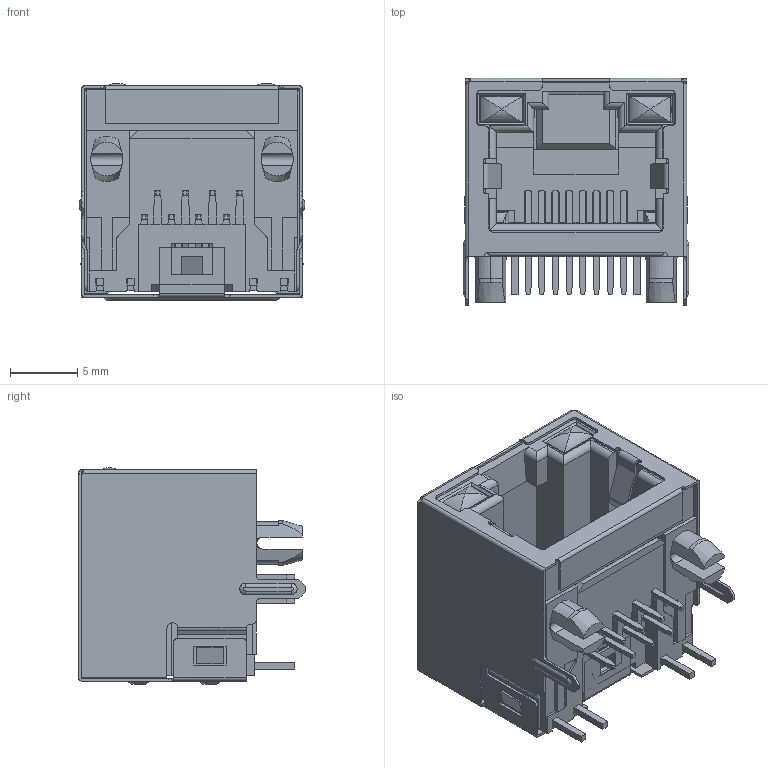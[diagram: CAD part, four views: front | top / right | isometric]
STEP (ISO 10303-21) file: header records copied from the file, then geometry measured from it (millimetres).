
FILE_DESCRIPTION (( 'STEP AP203' ), '1' );
FILE_NAME ('MTJ-88ARX1-FSM-LG.STEP', '2017-05-22T04:31:46', ( '' ), ( '' ), 'SwSTEP 2.0', 'SolidWorks 2016', '' );
FILE_SCHEMA (( 'CONFIG_CONTROL_DESIGN' ));
Length unit declared in the file: millimetre
Products named in the file (1): MTJ-88ARX1-FSM-LG
Bounding box: 16.8 x 16.93 x 16.17 mm (x, y, z)
Volume: 1790.1 mm3; surface area: 5647 mm2
Topology: 2 solids, 2 shells, 1269 faces, 3709 edges, 2377 vertices
Faces by surface type: plane 958, cylinder 275, bspline 32, cone 4
Entity records: 43453 total; most frequent: CARTESIAN_POINT 9916, ORIENTED_EDGE 7418, DIRECTION 6458, EDGE_CURVE 3709, LINE 3072, VECTOR 3072, VERTEX_POINT 2377, AXIS2_PLACEMENT_3D 1693
